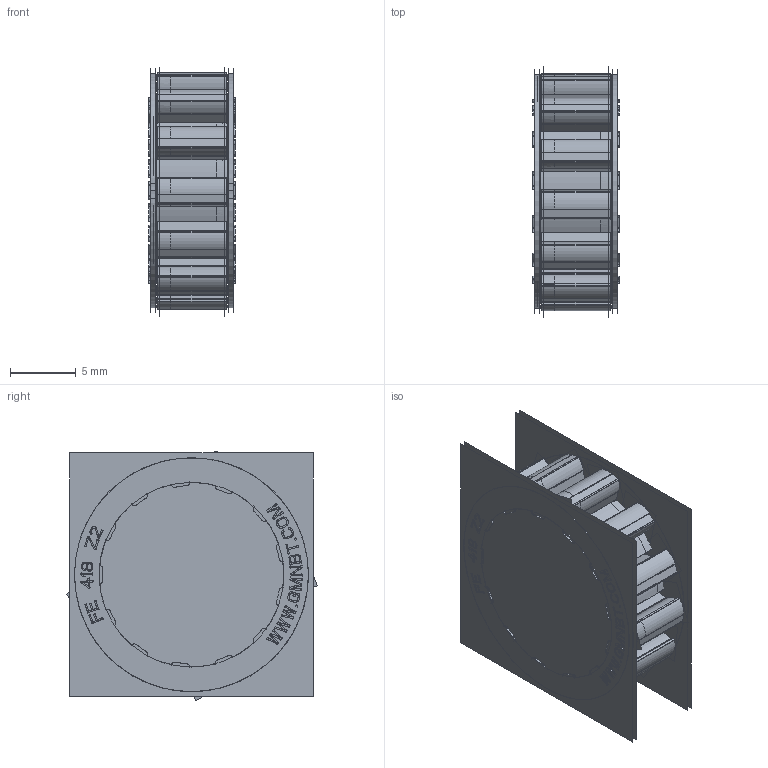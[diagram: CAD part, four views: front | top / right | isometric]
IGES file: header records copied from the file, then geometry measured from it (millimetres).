
Start section:  PTC IGES file: fe418z2_asm.igs
Global section: file name: fe418z2_asm.igs; native system: Creo Parametric by Parametric Technology Corporation; preprocessor: 2013150; author: sales 4; organization: Unknown; date: 20150708.092717; units: millimetre
Bounding box: 6.55 x 19.06 x 19 mm (x, y, z)
Surface area: 10594.7 mm2 (no closed solid volume)
Topology: 0 solids, 0 shells, 1606 faces, 24143 edges, 31472 vertices
Faces by surface type: bspline 1078, revolution 528
